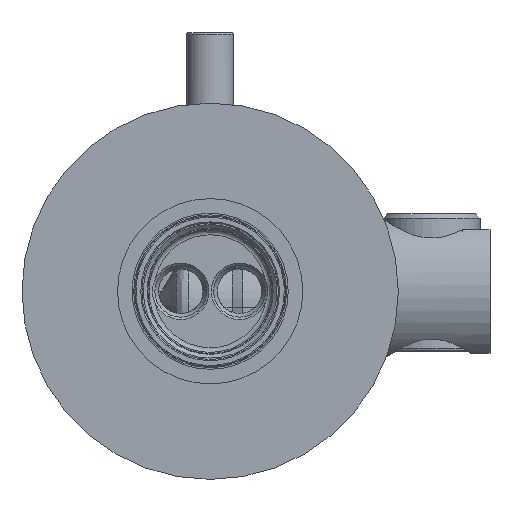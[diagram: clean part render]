
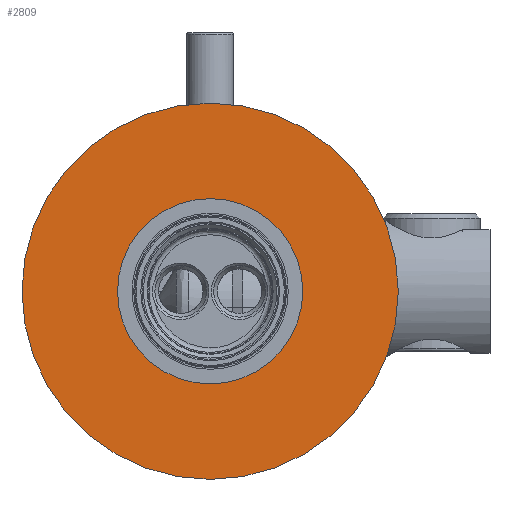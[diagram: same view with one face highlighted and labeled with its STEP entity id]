
A CAD part, front view. The second image highlights one B-rep face of the part: STEP entity #2809.
In plain terms, the highlighted planar face has unit normal (0, -1, 0).
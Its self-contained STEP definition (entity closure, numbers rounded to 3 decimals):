
#1041 = CARTESIAN_POINT ( 'NONE',  ( 0., -13.3, 0. ) ) ;
#1931 = CARTESIAN_POINT ( 'NONE',  ( -19.7, -13.3, 0. ) ) ;
#2809 = ADVANCED_FACE ( 'NONE', ( #2990, #20590 ), #20538, .F. ) ;
#2990 = FACE_BOUND ( 'NONE', #13863, .T. ) ;
#3907 = CARTESIAN_POINT ( 'NONE',  ( 0., -13.3, 0. ) ) ;
#4873 = CIRCLE ( 'NONE', #8984, 40. ) ;
#5020 = AXIS2_PLACEMENT_3D ( 'NONE', #1041, #17805, #7653 ) ;
#5973 = VERTEX_POINT ( 'NONE', #1931 ) ;
#7653 = DIRECTION ( 'NONE',  ( -1., 0., 0. ) ) ;
#8984 = AXIS2_PLACEMENT_3D ( 'NONE', #10550, #20359, #25192 ) ;
#9080 = EDGE_CURVE ( 'NONE', #24301, #24301, #4873, .T. ) ;
#9186 = AXIS2_PLACEMENT_3D ( 'NONE', #3907, #15943, #16042 ) ;
#10550 = CARTESIAN_POINT ( 'NONE',  ( 0., -13.3, 0. ) ) ;
#12616 = CIRCLE ( 'NONE', #5020, 19.7 ) ;
#13132 = ORIENTED_EDGE ( 'NONE', *, *, #9080, .F. ) ;
#13863 = EDGE_LOOP ( 'NONE', ( #16830 ) ) ;
#14670 = EDGE_CURVE ( 'NONE', #5973, #5973, #12616, .T. ) ;
#15943 = DIRECTION ( 'NONE',  ( 0., 1., 0. ) ) ;
#16042 = DIRECTION ( 'NONE',  ( -1., 0., 0. ) ) ;
#16830 = ORIENTED_EDGE ( 'NONE', *, *, #14670, .F. ) ;
#17173 = EDGE_LOOP ( 'NONE', ( #13132 ) ) ;
#17805 = DIRECTION ( 'NONE',  ( 0., -1., 0. ) ) ;
#20359 = DIRECTION ( 'NONE',  ( 0., 1., 0. ) ) ;
#20538 = PLANE ( 'NONE',  #9186 ) ;
#20590 = FACE_OUTER_BOUND ( 'NONE', #17173, .T. ) ;
#21409 = CARTESIAN_POINT ( 'NONE',  ( -40., -13.3, 0. ) ) ;
#24301 = VERTEX_POINT ( 'NONE', #21409 ) ;
#25192 = DIRECTION ( 'NONE',  ( -1., 0., 0. ) ) ;
